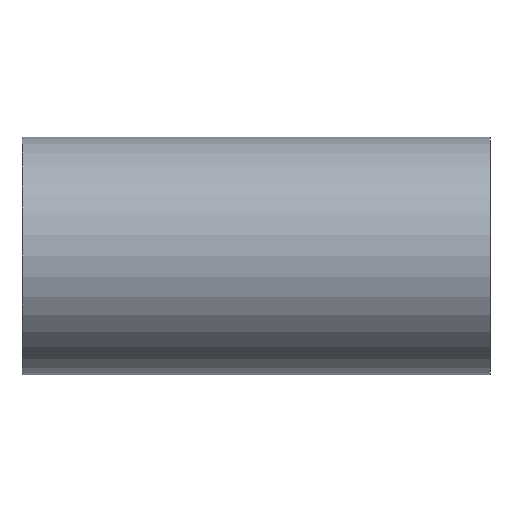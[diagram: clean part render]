
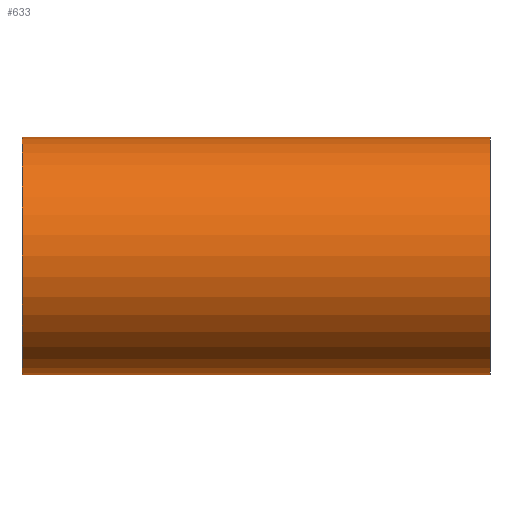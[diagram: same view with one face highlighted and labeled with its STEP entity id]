
A CAD part, front view. The second image highlights one B-rep face of the part: STEP entity #633.
In plain terms, the highlighted cylindrical face has radius 25.4 mm (diameter 50.8 mm), a partial arc.
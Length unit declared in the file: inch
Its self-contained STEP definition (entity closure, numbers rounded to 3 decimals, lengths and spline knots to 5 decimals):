
#1 = ORIENTED_EDGE ( 'NONE', *, *, #649, .F. ) ;
#8 = DIRECTION ( 'NONE',  ( 0., 0., 1. ) ) ;
#17 = VERTEX_POINT ( 'NONE', #389 ) ;
#19 = CARTESIAN_POINT ( 'NONE',  ( 0., 0., -1. ) ) ;
#54 = FACE_OUTER_BOUND ( 'NONE', #294, .T. ) ;
#66 = CARTESIAN_POINT ( 'NONE',  ( 0., 0., 1. ) ) ;
#117 = VERTEX_POINT ( 'NONE', #666 ) ;
#132 = LINE ( 'NONE', #19, #586 ) ;
#139 = AXIS2_PLACEMENT_3D ( 'NONE', #175, #589, #8 ) ;
#145 = CARTESIAN_POINT ( 'NONE',  ( 0., 0., 0. ) ) ;
#162 = DIRECTION ( 'NONE',  ( 0., 0., 1. ) ) ;
#175 = CARTESIAN_POINT ( 'NONE',  ( -1.9685, 0., 0. ) ) ;
#183 = DIRECTION ( 'NONE',  ( 0., 0., 1. ) ) ;
#197 = EDGE_CURVE ( 'NONE', #117, #17, #338, .T. ) ;
#220 = AXIS2_PLACEMENT_3D ( 'NONE', #145, #592, #183 ) ;
#234 = CIRCLE ( 'NONE', #572, 1. ) ;
#253 = DIRECTION ( 'NONE',  ( -1., 0., 0. ) ) ;
#272 = VERTEX_POINT ( 'NONE', #429 ) ;
#277 = DIRECTION ( 'NONE',  ( -1., 0., 0. ) ) ;
#280 = CYLINDRICAL_SURFACE ( 'NONE', #220, 1. ) ;
#294 = EDGE_LOOP ( 'NONE', ( #1, #385, #610, #660 ) ) ;
#338 = CIRCLE ( 'NONE', #139, 1. ) ;
#372 = VECTOR ( 'NONE', #277, 39.37008 ) ;
#385 = ORIENTED_EDGE ( 'NONE', *, *, #617, .T. ) ;
#389 = CARTESIAN_POINT ( 'NONE',  ( -1.9685, 0., 1. ) ) ;
#429 = CARTESIAN_POINT ( 'NONE',  ( 1.9685, 0., 1. ) ) ;
#479 = VERTEX_POINT ( 'NONE', #615 ) ;
#537 = LINE ( 'NONE', #66, #372 ) ;
#572 = AXIS2_PLACEMENT_3D ( 'NONE', #668, #620, #162 ) ;
#586 = VECTOR ( 'NONE', #253, 39.37008 ) ;
#589 = DIRECTION ( 'NONE',  ( -1., 0., 0. ) ) ;
#592 = DIRECTION ( 'NONE',  ( -1., 0., 0. ) ) ;
#604 = EDGE_CURVE ( 'NONE', #272, #17, #537, .T. ) ;
#610 = ORIENTED_EDGE ( 'NONE', *, *, #604, .T. ) ;
#615 = CARTESIAN_POINT ( 'NONE',  ( 1.9685, 0., -1. ) ) ;
#617 = EDGE_CURVE ( 'NONE', #479, #272, #234, .T. ) ;
#620 = DIRECTION ( 'NONE',  ( -1., 0., 0. ) ) ;
#633 = ADVANCED_FACE ( 'NONE', ( #54 ), #280, .T. ) ;
#649 = EDGE_CURVE ( 'NONE', #479, #117, #132, .T. ) ;
#660 = ORIENTED_EDGE ( 'NONE', *, *, #197, .F. ) ;
#666 = CARTESIAN_POINT ( 'NONE',  ( -1.9685, 0., -1. ) ) ;
#668 = CARTESIAN_POINT ( 'NONE',  ( 1.9685, 0., 0. ) ) ;
